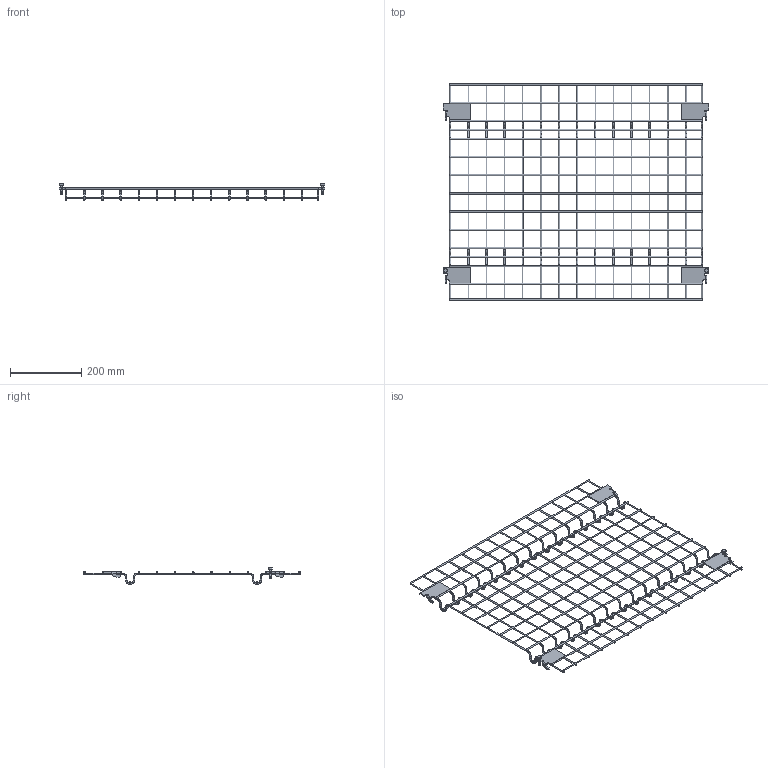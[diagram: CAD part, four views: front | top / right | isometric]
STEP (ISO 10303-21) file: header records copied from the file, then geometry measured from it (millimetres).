
FILE_DESCRIPTION (( 'STEP AP214' ), '1' );
FILE_NAME ('X02824.STEP', '2024-02-23T11:09:51', ( '' ), ( '' ), 'SwSTEP 2.0', 'SolidWorks 2023', '' );
FILE_SCHEMA (( 'AUTOMOTIVE_DESIGN' ));
Length unit declared in the file: inch
Products named in the file (1): X02824
Bounding box: 744.55 x 606.42 x 47.06 mm (x, y, z)
Volume: 316122.9 mm3; surface area: 299544.1 mm2
Topology: 38 solids, 38 shells, 470 faces, 1086 edges, 696 vertices
Faces by surface type: cylinder 186, plane 140, bspline 132, cone 12
Full cylindrical faces by diameter (mm): 4.064 x150, 4.763 x2, 5.105 x2, 6.229 x2, 6.35 x2
Entity records: 14032 total; most frequent: CARTESIAN_POINT 5563, DIRECTION 1642, ORIENTED_EDGE 1224, EDGE_LOOP 776, FACE_OUTER_BOUND 756, AXIS2_PLACEMENT_3D 719, EDGE_CURVE 612, VERTEX_POINT 520
